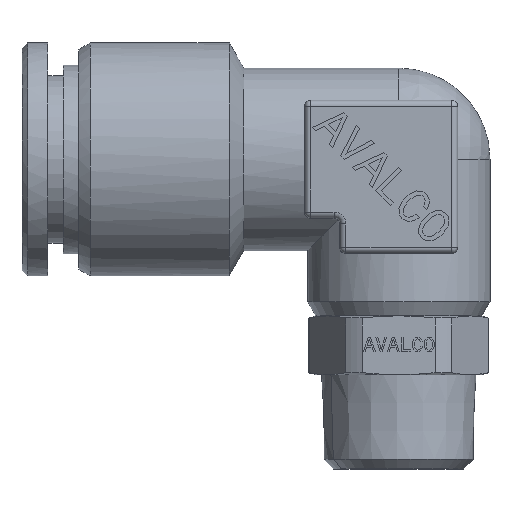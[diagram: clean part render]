
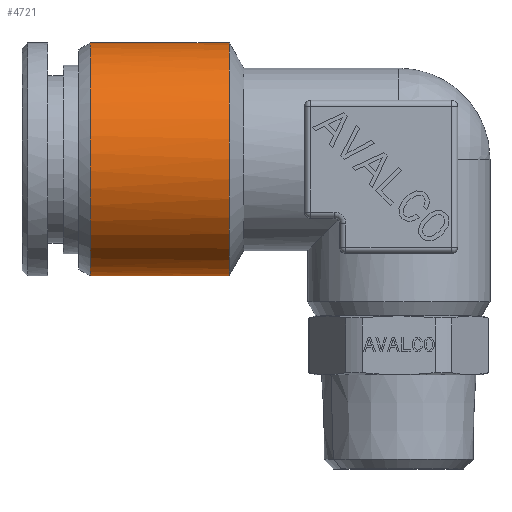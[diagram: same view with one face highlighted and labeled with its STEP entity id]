
A CAD part, top view. The second image highlights one B-rep face of the part: STEP entity #4721.
In plain terms, the highlighted cylindrical face has radius 9.9 mm (diameter 19.8 mm), a partial arc.
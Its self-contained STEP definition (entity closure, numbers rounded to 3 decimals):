
#4406=CARTESIAN_POINT('Axis2P3D Location',(-14.4,0.,0.)) ;
#4410=CARTESIAN_POINT('Vertex',(-14.4,9.9,0.)) ;
#4412=CARTESIAN_POINT('Vertex',(-14.4,-9.9,0.)) ;
#4679=CARTESIAN_POINT('Axis2P3D Location',(-28.948,0.,0.)) ;
#4685=CARTESIAN_POINT('Control Point',(-26.2,9.9,0.)) ;
#4686=CARTESIAN_POINT('Control Point',(-26.2,9.9,1.555)) ;
#4687=CARTESIAN_POINT('Control Point',(-26.2,9.595,3.11)) ;
#4688=CARTESIAN_POINT('Control Point',(-26.2,8.984,4.585)) ;
#4689=CARTESIAN_POINT('Control Point',(-26.2,7.216,7.216)) ;
#4690=CARTESIAN_POINT('Control Point',(-26.2,4.585,8.984)) ;
#4691=CARTESIAN_POINT('Control Point',(-26.2,3.11,9.595)) ;
#4692=CARTESIAN_POINT('Control Point',(-26.2,0.,10.205)) ;
#4693=CARTESIAN_POINT('Control Point',(-26.2,-3.11,9.595)) ;
#4694=CARTESIAN_POINT('Control Point',(-26.2,-4.585,8.984)) ;
#4695=CARTESIAN_POINT('Control Point',(-26.2,-7.216,7.216)) ;
#4696=CARTESIAN_POINT('Control Point',(-26.2,-8.984,4.585)) ;
#4697=CARTESIAN_POINT('Control Point',(-26.2,-9.595,3.11)) ;
#4698=CARTESIAN_POINT('Control Point',(-26.2,-9.9,1.555)) ;
#4699=CARTESIAN_POINT('Control Point',(-26.2,-9.9,0.)) ;
#4700=CARTESIAN_POINT('Vertex',(-26.2,9.9,0.)) ;
#4702=CARTESIAN_POINT('Vertex',(-26.2,-9.9,0.)) ;
#4705=CARTESIAN_POINT('Line Origine',(-28.947,-9.9,0.)) ;
#4710=CARTESIAN_POINT('Line Origine',(-28.947,9.9,0.)) ;
#4407=DIRECTION('Axis2P3D Direction',(-1.,0.,0.)) ;
#4680=DIRECTION('Axis2P3D Direction',(1.,0.,0.)) ;
#4681=DIRECTION('Axis2P3D XDirection',(0.,1.,0.)) ;
#4706=DIRECTION('Vector Direction',(1.,0.,0.)) ;
#4711=DIRECTION('Vector Direction',(1.,0.,0.)) ;
#4408=AXIS2_PLACEMENT_3D('Circle Axis2P3D',#4406,#4407,$) ;
#4682=AXIS2_PLACEMENT_3D('Cylinder Axis2P3D',#4679,#4680,#4681) ;
#4716=ORIENTED_EDGE('',*,*,#4704,.T.) ;
#4717=ORIENTED_EDGE('',*,*,#4709,.F.) ;
#4718=ORIENTED_EDGE('',*,*,#4414,.F.) ;
#4719=ORIENTED_EDGE('',*,*,#4714,.T.) ;
#4707=VECTOR('Line Direction',#4706,1.) ;
#4712=VECTOR('Line Direction',#4711,1.) ;
#4721=ADVANCED_FACE('PR505B-12R14',(#4720),#4683,.T.) ;
#4684=B_SPLINE_CURVE_WITH_KNOTS('',5,(#4685,#4686,#4687,#4688,#4689,#4690,#4691,#4692,#4693,#4694,#4695,#4696,#4697,#4698,#4699),.UNSPECIFIED.,.F.,.U.,(6,3,3,3,6),(-15.551,-7.775,0.,7.775,15.551),.UNSPECIFIED.) ;
#4409=CIRCLE('generated circle',#4408,9.9) ;
#4683=CYLINDRICAL_SURFACE('generated cylinder',#4682,9.9) ;
#4414=EDGE_CURVE('',#4411,#4413,#4409,.F.) ;
#4704=EDGE_CURVE('',#4701,#4703,#4684,.T.) ;
#4709=EDGE_CURVE('',#4413,#4703,#4708,.F.) ;
#4714=EDGE_CURVE('',#4411,#4701,#4713,.F.) ;
#4715=EDGE_LOOP('',(#4716,#4717,#4718,#4719)) ;
#4720=FACE_OUTER_BOUND('',#4715,.T.) ;
#4708=LINE('Line',#4705,#4707) ;
#4713=LINE('Line',#4710,#4712) ;
#4411=VERTEX_POINT('',#4410) ;
#4413=VERTEX_POINT('',#4412) ;
#4701=VERTEX_POINT('',#4700) ;
#4703=VERTEX_POINT('',#4702) ;
